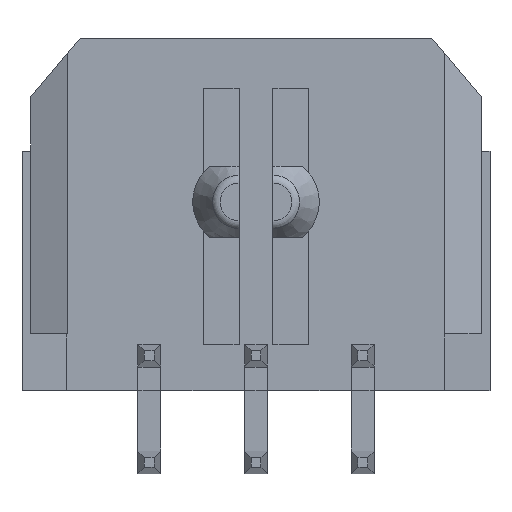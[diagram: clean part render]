
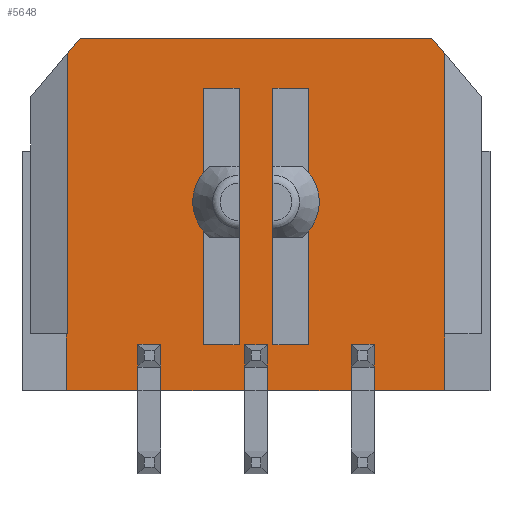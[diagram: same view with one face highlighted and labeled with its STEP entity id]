
A CAD part, front view. The second image highlights one B-rep face of the part: STEP entity #5648.
In plain terms, the highlighted planar face has unit normal (0, -1, 0).
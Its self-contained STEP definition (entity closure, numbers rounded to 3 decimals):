
#77=DIRECTION('',(-1.,0.,0.));
#78=VECTOR('',#77,0.02);
#79=CARTESIAN_POINT('',(-5.305,-3.43,-3.355));
#80=LINE('',#79,#78);
#829=DIRECTION('',(0.,0.,1.));
#830=VECTOR('',#829,7.2);
#831=CARTESIAN_POINT('',(0.475,-3.43,-3.655));
#832=LINE('',#831,#830);
#833=DIRECTION('',(1.,0.,0.));
#834=VECTOR('',#833,1.);
#835=CARTESIAN_POINT('',(0.475,-3.43,-3.655));
#836=LINE('',#835,#834);
#837=DIRECTION('',(0.,0.,1.));
#838=VECTOR('',#837,7.2);
#839=CARTESIAN_POINT('',(1.475,-3.43,-3.655));
#840=LINE('',#839,#838);
#841=DIRECTION('',(-1.,0.,0.));
#842=VECTOR('',#841,1.);
#843=CARTESIAN_POINT('',(1.475,-3.43,3.545));
#844=LINE('',#843,#842);
#845=DIRECTION('',(1.,0.,0.));
#846=VECTOR('',#845,1.);
#847=CARTESIAN_POINT('',(-1.475,-3.43,3.545));
#848=LINE('',#847,#846);
#849=DIRECTION('',(0.,0.,-1.));
#850=VECTOR('',#849,7.2);
#851=CARTESIAN_POINT('',(-1.475,-3.43,3.545));
#852=LINE('',#851,#850);
#853=DIRECTION('',(-1.,0.,0.));
#854=VECTOR('',#853,1.);
#855=CARTESIAN_POINT('',(-0.475,-3.43,-3.655));
#856=LINE('',#855,#854);
#857=DIRECTION('',(0.,0.,1.));
#858=VECTOR('',#857,0.63);
#859=CARTESIAN_POINT('',(0.32,-3.43,-4.285));
#860=LINE('',#859,#858);
#861=DIRECTION('',(1.,0.,0.));
#862=VECTOR('',#861,0.64);
#863=CARTESIAN_POINT('',(-0.32,-3.43,-3.655));
#864=LINE('',#863,#862);
#865=DIRECTION('',(0.,0.,1.));
#866=VECTOR('',#865,0.63);
#867=CARTESIAN_POINT('',(-0.32,-3.43,-4.285));
#868=LINE('',#867,#866);
#869=DIRECTION('',(0.,0.,1.));
#870=VECTOR('',#869,0.67);
#871=CARTESIAN_POINT('',(-0.32,-3.43,-4.955));
#872=LINE('',#871,#870);
#873=DIRECTION('',(0.,0.,1.));
#874=VECTOR('',#873,0.67);
#875=CARTESIAN_POINT('',(-2.68,-3.43,-4.955));
#876=LINE('',#875,#874);
#877=DIRECTION('',(0.,0.,1.));
#878=VECTOR('',#877,0.64);
#879=CARTESIAN_POINT('',(-2.68,-3.43,-4.285));
#880=LINE('',#879,#878);
#881=DIRECTION('',(1.,0.,0.));
#882=VECTOR('',#881,0.64);
#883=CARTESIAN_POINT('',(-3.32,-3.43,-3.645));
#884=LINE('',#883,#882);
#885=DIRECTION('',(0.,0.,1.));
#886=VECTOR('',#885,0.64);
#887=CARTESIAN_POINT('',(-3.32,-3.43,-4.285));
#888=LINE('',#887,#886);
#889=DIRECTION('',(0.,0.,1.));
#890=VECTOR('',#889,0.67);
#891=CARTESIAN_POINT('',(-3.32,-3.43,-4.955));
#892=LINE('',#891,#890);
#893=DIRECTION('',(0.,0.,-1.));
#894=VECTOR('',#893,7.876);
#895=CARTESIAN_POINT('',(-5.305,-3.43,4.521));
#896=LINE('',#895,#894);
#897=DIRECTION('',(-0.643,0.,-0.766));
#898=VECTOR('',#897,0.567);
#899=CARTESIAN_POINT('',(-4.94,-3.43,4.955));
#900=LINE('',#899,#898);
#901=DIRECTION('',(1.,0.,0.));
#902=VECTOR('',#901,9.881);
#903=CARTESIAN_POINT('',(-4.94,-3.43,4.955));
#904=LINE('',#903,#902);
#905=DIRECTION('',(-0.643,0.,0.766));
#906=VECTOR('',#905,0.567);
#907=CARTESIAN_POINT('',(5.305,-3.43,4.521));
#908=LINE('',#907,#906);
#909=DIRECTION('',(0.,0.,-1.));
#910=VECTOR('',#909,7.876);
#911=CARTESIAN_POINT('',(5.305,-3.43,4.521));
#912=LINE('',#911,#910);
#913=DIRECTION('',(0.,0.,-1.));
#914=VECTOR('',#913,1.6);
#915=CARTESIAN_POINT('',(5.305,-3.43,-3.355));
#916=LINE('',#915,#914);
#917=DIRECTION('',(0.,0.,1.));
#918=VECTOR('',#917,0.67);
#919=CARTESIAN_POINT('',(3.32,-3.43,-4.955));
#920=LINE('',#919,#918);
#921=DIRECTION('',(0.,0.,1.));
#922=VECTOR('',#921,0.64);
#923=CARTESIAN_POINT('',(3.32,-3.43,-4.285));
#924=LINE('',#923,#922);
#925=DIRECTION('',(-1.,0.,0.));
#926=VECTOR('',#925,0.64);
#927=CARTESIAN_POINT('',(3.32,-3.43,-3.645));
#928=LINE('',#927,#926);
#929=DIRECTION('',(0.,0.,1.));
#930=VECTOR('',#929,0.64);
#931=CARTESIAN_POINT('',(2.68,-3.43,-4.285));
#932=LINE('',#931,#930);
#933=DIRECTION('',(0.,0.,1.));
#934=VECTOR('',#933,0.67);
#935=CARTESIAN_POINT('',(2.68,-3.43,-4.955));
#936=LINE('',#935,#934);
#937=DIRECTION('',(0.,0.,1.));
#938=VECTOR('',#937,0.67);
#939=CARTESIAN_POINT('',(0.32,-3.43,-4.955));
#940=LINE('',#939,#938);
#1106=DIRECTION('',(0.,0.,-1.));
#1107=VECTOR('',#1106,7.2);
#1108=CARTESIAN_POINT('',(-0.475,-3.43,3.545));
#1109=LINE('',#1108,#1107);
#1363=DIRECTION('',(-1.,0.,0.));
#1364=VECTOR('',#1363,1.985);
#1365=CARTESIAN_POINT('',(5.305,-3.43,-4.955));
#1366=LINE('',#1365,#1364);
#1399=DIRECTION('',(-1.,0.,0.));
#1400=VECTOR('',#1399,2.36);
#1401=CARTESIAN_POINT('',(2.68,-3.43,-4.955));
#1402=LINE('',#1401,#1400);
#1427=DIRECTION('',(-1.,0.,0.));
#1428=VECTOR('',#1427,2.005);
#1429=CARTESIAN_POINT('',(-3.32,-3.43,-4.955));
#1430=LINE('',#1429,#1428);
#1435=DIRECTION('',(-1.,0.,0.));
#1436=VECTOR('',#1435,2.36);
#1437=CARTESIAN_POINT('',(-0.32,-3.43,-4.955));
#1438=LINE('',#1437,#1436);
#3369=DIRECTION('',(0.,0.,-1.));
#3370=VECTOR('',#3369,1.6);
#3371=CARTESIAN_POINT('',(-5.325,-3.43,-3.355));
#3372=LINE('',#3371,#3370);
#3465=CARTESIAN_POINT('',(-4.94,-3.43,4.955));
#3466=CARTESIAN_POINT('',(-5.305,-3.43,4.521));
#3467=VERTEX_POINT('',#3465);
#3468=VERTEX_POINT('',#3466);
#3469=CARTESIAN_POINT('',(5.305,-3.43,4.521));
#3470=CARTESIAN_POINT('',(4.94,-3.43,4.955));
#3471=VERTEX_POINT('',#3469);
#3472=VERTEX_POINT('',#3470);
#3568=CARTESIAN_POINT('',(2.68,-3.43,-4.955));
#3570=VERTEX_POINT('',#3568);
#3572=CARTESIAN_POINT('',(3.32,-3.43,-4.955));
#3574=VERTEX_POINT('',#3572);
#3580=CARTESIAN_POINT('',(-0.32,-3.43,-4.955));
#3582=VERTEX_POINT('',#3580);
#3584=CARTESIAN_POINT('',(0.32,-3.43,-4.955));
#3586=VERTEX_POINT('',#3584);
#3596=CARTESIAN_POINT('',(-3.32,-3.43,-4.955));
#3598=VERTEX_POINT('',#3596);
#3600=CARTESIAN_POINT('',(-2.68,-3.43,-4.955));
#3602=VERTEX_POINT('',#3600);
#3612=CARTESIAN_POINT('',(5.305,-3.43,-3.355));
#3614=VERTEX_POINT('',#3612);
#3615=CARTESIAN_POINT('',(-5.305,-3.43,-3.355));
#3616=CARTESIAN_POINT('',(-5.325,-3.43,-3.355));
#3617=VERTEX_POINT('',#3615);
#3618=VERTEX_POINT('',#3616);
#3627=CARTESIAN_POINT('',(5.305,-3.43,-4.955));
#3628=VERTEX_POINT('',#3627);
#3629=CARTESIAN_POINT('',(-5.325,-3.43,-4.955));
#3630=VERTEX_POINT('',#3629);
#3631=CARTESIAN_POINT('',(2.68,-3.43,-4.285));
#3632=VERTEX_POINT('',#3631);
#3633=CARTESIAN_POINT('',(3.32,-3.43,-4.285));
#3634=VERTEX_POINT('',#3633);
#3663=CARTESIAN_POINT('',(0.475,-3.43,-3.655));
#3664=CARTESIAN_POINT('',(0.475,-3.43,3.545));
#3665=VERTEX_POINT('',#3663);
#3666=VERTEX_POINT('',#3664);
#3667=CARTESIAN_POINT('',(1.475,-3.43,-3.655));
#3668=CARTESIAN_POINT('',(1.475,-3.43,3.545));
#3669=VERTEX_POINT('',#3667);
#3670=VERTEX_POINT('',#3668);
#3735=CARTESIAN_POINT('',(3.32,-3.43,-3.645));
#3736=CARTESIAN_POINT('',(2.68,-3.43,-3.645));
#3737=VERTEX_POINT('',#3735);
#3738=VERTEX_POINT('',#3736);
#3755=CARTESIAN_POINT('',(-0.32,-3.43,-4.285));
#3757=VERTEX_POINT('',#3755);
#3759=CARTESIAN_POINT('',(0.32,-3.43,-4.285));
#3761=VERTEX_POINT('',#3759);
#3787=CARTESIAN_POINT('',(-2.68,-3.43,-4.285));
#3788=CARTESIAN_POINT('',(-2.68,-3.43,-3.645));
#3789=VERTEX_POINT('',#3787);
#3790=VERTEX_POINT('',#3788);
#3791=CARTESIAN_POINT('',(-3.32,-3.43,-4.285));
#3792=CARTESIAN_POINT('',(-3.32,-3.43,-3.645));
#3793=VERTEX_POINT('',#3791);
#3794=VERTEX_POINT('',#3792);
#4215=CARTESIAN_POINT('',(-0.475,-3.43,3.545));
#4216=VERTEX_POINT('',#4215);
#4217=CARTESIAN_POINT('',(-0.475,-3.43,-3.655));
#4218=VERTEX_POINT('',#4217);
#4219=CARTESIAN_POINT('',(-1.475,-3.43,-3.655));
#4220=VERTEX_POINT('',#4219);
#4221=CARTESIAN_POINT('',(-1.475,-3.43,3.545));
#4222=VERTEX_POINT('',#4221);
#4524=CARTESIAN_POINT('',(0.32,-3.43,-3.655));
#4526=VERTEX_POINT('',#4524);
#4528=CARTESIAN_POINT('',(-0.32,-3.43,-3.655));
#4530=VERTEX_POINT('',#4528);
#5571=CARTESIAN_POINT('',(-6.325,-3.43,4.955));
#5572=DIRECTION('',(0.,-1.,0.));
#5573=DIRECTION('',(0.,0.,-1.));
#5574=AXIS2_PLACEMENT_3D('',#5571,#5572,#5573);
#5575=PLANE('',#5574);
#5577=ORIENTED_EDGE('',*,*,#5576,.T.);
#5579=ORIENTED_EDGE('',*,*,#5578,.F.);
#5581=ORIENTED_EDGE('',*,*,#5580,.F.);
#5583=ORIENTED_EDGE('',*,*,#5582,.F.);
#5585=ORIENTED_EDGE('',*,*,#5584,.T.);
#5586=ORIENTED_EDGE('',*,*,#5514,.T.);
#5587=ORIENTED_EDGE('',*,*,#5483,.T.);
#5589=ORIENTED_EDGE('',*,*,#5588,.F.);
#5591=ORIENTED_EDGE('',*,*,#5590,.F.);
#5593=ORIENTED_EDGE('',*,*,#5592,.F.);
#5595=ORIENTED_EDGE('',*,*,#5594,.T.);
#5597=ORIENTED_EDGE('',*,*,#5596,.F.);
#5598=ORIENTED_EDGE('',*,*,#4657,.F.);
#5600=ORIENTED_EDGE('',*,*,#5599,.F.);
#5602=ORIENTED_EDGE('',*,*,#5601,.F.);
#5604=ORIENTED_EDGE('',*,*,#5603,.T.);
#5606=ORIENTED_EDGE('',*,*,#5605,.F.);
#5608=ORIENTED_EDGE('',*,*,#5607,.T.);
#5609=ORIENTED_EDGE('',*,*,#4679,.T.);
#5611=ORIENTED_EDGE('',*,*,#5610,.T.);
#5613=ORIENTED_EDGE('',*,*,#5612,.T.);
#5615=ORIENTED_EDGE('',*,*,#5614,.T.);
#5617=ORIENTED_EDGE('',*,*,#5616,.T.);
#5619=ORIENTED_EDGE('',*,*,#5618,.F.);
#5621=ORIENTED_EDGE('',*,*,#5620,.F.);
#5623=ORIENTED_EDGE('',*,*,#5622,.T.);
#5625=ORIENTED_EDGE('',*,*,#5624,.T.);
#5626=EDGE_LOOP('',(#5577,#5579,#5581,#5583,#5585,#5586,#5587,#5589,#5591,#5593,
#5595,#5597,#5598,#5600,#5602,#5604,#5606,#5608,#5609,#5611,#5613,#5615,#5617,
#5619,#5621,#5623,#5625));
#5627=FACE_OUTER_BOUND('',#5626,.F.);
#5629=ORIENTED_EDGE('',*,*,#5628,.F.);
#5631=ORIENTED_EDGE('',*,*,#5630,.F.);
#5633=ORIENTED_EDGE('',*,*,#5632,.T.);
#5635=ORIENTED_EDGE('',*,*,#5634,.F.);
#5636=EDGE_LOOP('',(#5629,#5631,#5633,#5635));
#5637=FACE_BOUND('',#5636,.F.);
#5639=ORIENTED_EDGE('',*,*,#5638,.F.);
#5641=ORIENTED_EDGE('',*,*,#5640,.T.);
#5643=ORIENTED_EDGE('',*,*,#5642,.T.);
#5645=ORIENTED_EDGE('',*,*,#5644,.T.);
#5646=EDGE_LOOP('',(#5639,#5641,#5643,#5645));
#5647=FACE_BOUND('',#5646,.F.);
#5648=ADVANCED_FACE('',(#5627,#5637,#5647),#5575,.T.);
#4657=EDGE_CURVE('',#3617,#3618,#80,.T.);
#4679=EDGE_CURVE('',#3614,#3628,#916,.T.);
#5483=EDGE_CURVE('',#3789,#3790,#880,.T.);
#5514=EDGE_CURVE('',#3602,#3789,#876,.T.);
#5576=EDGE_CURVE('',#3761,#4526,#860,.T.);
#5578=EDGE_CURVE('',#4530,#4526,#864,.T.);
#5580=EDGE_CURVE('',#3757,#4530,#868,.T.);
#5582=EDGE_CURVE('',#3582,#3757,#872,.T.);
#5584=EDGE_CURVE('',#3582,#3602,#1438,.T.);
#5588=EDGE_CURVE('',#3794,#3790,#884,.T.);
#5590=EDGE_CURVE('',#3793,#3794,#888,.T.);
#5592=EDGE_CURVE('',#3598,#3793,#892,.T.);
#5594=EDGE_CURVE('',#3598,#3630,#1430,.T.);
#5596=EDGE_CURVE('',#3618,#3630,#3372,.T.);
#5599=EDGE_CURVE('',#3468,#3617,#896,.T.);
#5601=EDGE_CURVE('',#3467,#3468,#900,.T.);
#5603=EDGE_CURVE('',#3467,#3472,#904,.T.);
#5605=EDGE_CURVE('',#3471,#3472,#908,.T.);
#5607=EDGE_CURVE('',#3471,#3614,#912,.T.);
#5610=EDGE_CURVE('',#3628,#3574,#1366,.T.);
#5612=EDGE_CURVE('',#3574,#3634,#920,.T.);
#5614=EDGE_CURVE('',#3634,#3737,#924,.T.);
#5616=EDGE_CURVE('',#3737,#3738,#928,.T.);
#5618=EDGE_CURVE('',#3632,#3738,#932,.T.);
#5620=EDGE_CURVE('',#3570,#3632,#936,.T.);
#5622=EDGE_CURVE('',#3570,#3586,#1402,.T.);
#5624=EDGE_CURVE('',#3586,#3761,#940,.T.);
#5628=EDGE_CURVE('',#4216,#4218,#1109,.T.);
#5630=EDGE_CURVE('',#4222,#4216,#848,.T.);
#5632=EDGE_CURVE('',#4222,#4220,#852,.T.);
#5634=EDGE_CURVE('',#4218,#4220,#856,.T.);
#5638=EDGE_CURVE('',#3665,#3666,#832,.T.);
#5640=EDGE_CURVE('',#3665,#3669,#836,.T.);
#5642=EDGE_CURVE('',#3669,#3670,#840,.T.);
#5644=EDGE_CURVE('',#3670,#3666,#844,.T.);
